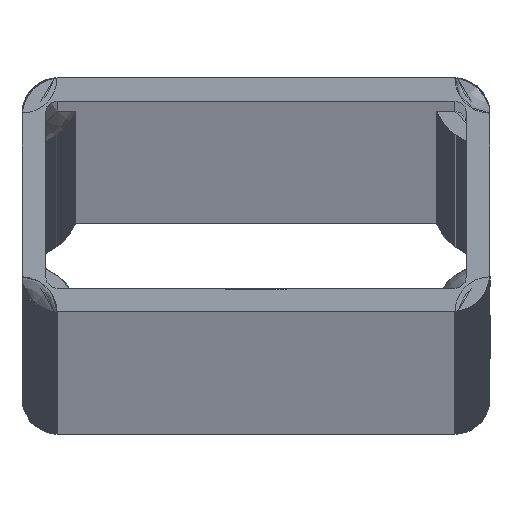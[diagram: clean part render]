
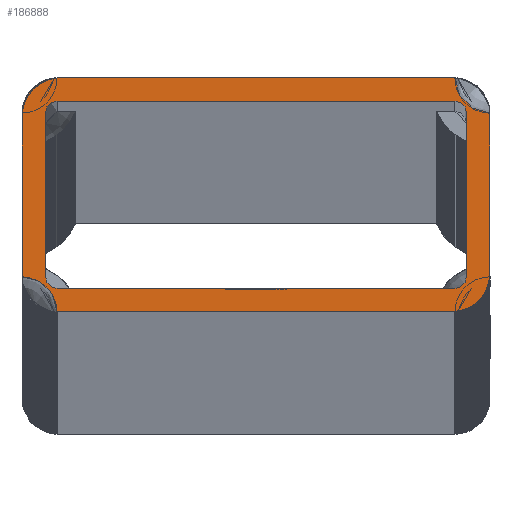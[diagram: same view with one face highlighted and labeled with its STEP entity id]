
A CAD part, top view. The second image highlights one B-rep face of the part: STEP entity #186888.
In plain terms, the highlighted planar face has unit normal (0, 0, 1).
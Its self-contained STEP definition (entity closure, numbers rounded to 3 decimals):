
#9109 = EDGE_CURVE ( 'NONE', #262685, #278841, #86168, .T. ) ;
#9466 = DIRECTION ( 'NONE',  ( 0., 0., 1. ) ) ;
#12338 = CIRCLE ( 'NONE', #112046, 1. ) ;
#12489 = AXIS2_PLACEMENT_3D ( 'NONE', #101623, #166261, #168162 ) ;
#14373 = AXIS2_PLACEMENT_3D ( 'NONE', #167849, #207707, #165929 ) ;
#20090 = CARTESIAN_POINT ( 'NONE',  ( -17., -7., 0. ) ) ;
#20354 = DIRECTION ( 'NONE',  ( 1., 0., 0. ) ) ;
#22065 = DIRECTION ( 'NONE',  ( 1., 0., 0. ) ) ;
#31752 = ORIENTED_EDGE ( 'NONE', *, *, #80255, .F. ) ;
#35611 = DIRECTION ( 'NONE',  ( 0., 0., 1. ) ) ;
#39912 = VECTOR ( 'NONE', #78594, 1000. ) ;
#40699 = VECTOR ( 'NONE', #49173, 1000. ) ;
#41395 = EDGE_CURVE ( 'NONE', #162538, #52191, #12338, .T. ) ;
#49173 = DIRECTION ( 'NONE',  ( 0., 1., 0. ) ) ;
#49439 = ORIENTED_EDGE ( 'NONE', *, *, #262135, .T. ) ;
#50363 = CARTESIAN_POINT ( 'NONE',  ( -17., 8., 0. ) ) ;
#50845 = ORIENTED_EDGE ( 'NONE', *, *, #70394, .T. ) ;
#51226 = CARTESIAN_POINT ( 'NONE',  ( -17., -10., 0. ) ) ;
#52191 = VERTEX_POINT ( 'NONE', #180704 ) ;
#53240 = VECTOR ( 'NONE', #125025, 1000. ) ;
#57925 = VERTEX_POINT ( 'NONE', #241721 ) ;
#58241 = LINE ( 'NONE', #104746, #184114 ) ;
#58311 = EDGE_CURVE ( 'NONE', #74340, #222256, #193572, .T. ) ;
#58959 = FACE_OUTER_BOUND ( 'NONE', #213481, .T. ) ;
#62976 = VERTEX_POINT ( 'NONE', #263506 ) ;
#64653 = VERTEX_POINT ( 'NONE', #120653 ) ;
#69924 = AXIS2_PLACEMENT_3D ( 'NONE', #234048, #168562, #20354 ) ;
#70394 = EDGE_CURVE ( 'NONE', #207589, #107025, #268465, .T. ) ;
#70582 = VERTEX_POINT ( 'NONE', #227872 ) ;
#74003 = DIRECTION ( 'NONE',  ( 1., 0., 0. ) ) ;
#74340 = VERTEX_POINT ( 'NONE', #220144 ) ;
#75536 = CARTESIAN_POINT ( 'NONE',  ( 0., -8., 0. ) ) ;
#78594 = DIRECTION ( 'NONE',  ( 0., 1., 0. ) ) ;
#80255 = EDGE_CURVE ( 'NONE', #277685, #74340, #245661, .T. ) ;
#83574 = DIRECTION ( 'NONE',  ( 1., 0., 0. ) ) ;
#84123 = CARTESIAN_POINT ( 'NONE',  ( -18., -7., 0. ) ) ;
#84290 = ORIENTED_EDGE ( 'NONE', *, *, #207955, .F. ) ;
#84344 = EDGE_LOOP ( 'NONE', ( #245303, #229342, #147017, #31752, #224208, #91321, #260853, #117081 ) ) ;
#85577 = DIRECTION ( 'NONE',  ( -1., 0., 0. ) ) ;
#86168 = CIRCLE ( 'NONE', #230513, 1. ) ;
#91321 = ORIENTED_EDGE ( 'NONE', *, *, #9109, .F. ) ;
#96037 = DIRECTION ( 'NONE',  ( -1., 0., 0. ) ) ;
#97885 = CARTESIAN_POINT ( 'NONE',  ( -20., 10., 0. ) ) ;
#100065 = CARTESIAN_POINT ( 'NONE',  ( -20., 10., 0. ) ) ;
#100355 = CIRCLE ( 'NONE', #257979, 3. ) ;
#101623 = CARTESIAN_POINT ( 'NONE',  ( 20., 10., 0. ) ) ;
#101696 = AXIS2_PLACEMENT_3D ( 'NONE', #127251, #191922, #83574 ) ;
#104746 = CARTESIAN_POINT ( 'NONE',  ( -20., -10., 0. ) ) ;
#105796 = LINE ( 'NONE', #97885, #224617 ) ;
#106617 = FACE_BOUND ( 'NONE', #84344, .T. ) ;
#107025 = VERTEX_POINT ( 'NONE', #146182 ) ;
#112046 = AXIS2_PLACEMENT_3D ( 'NONE', #254766, #147455, #169303 ) ;
#113655 = CARTESIAN_POINT ( 'NONE',  ( -20., 7., 0. ) ) ;
#117081 = ORIENTED_EDGE ( 'NONE', *, *, #41395, .F. ) ;
#118303 = EDGE_CURVE ( 'NONE', #135767, #57925, #145687, .T. ) ;
#120048 = DIRECTION ( 'NONE',  ( 0., -1., 0. ) ) ;
#120483 = CARTESIAN_POINT ( 'NONE',  ( 17., 7., 0. ) ) ;
#120653 = CARTESIAN_POINT ( 'NONE',  ( 17., -10., 0. ) ) ;
#121045 = ORIENTED_EDGE ( 'NONE', *, *, #118303, .T. ) ;
#122680 = LINE ( 'NONE', #75536, #204223 ) ;
#125025 = DIRECTION ( 'NONE',  ( -1., 0., 0. ) ) ;
#127251 = CARTESIAN_POINT ( 'NONE',  ( -17., 7., 0. ) ) ;
#130304 = DIRECTION ( 'NONE',  ( 0., -1., 0. ) ) ;
#131511 = CARTESIAN_POINT ( 'NONE',  ( -17., 10., 0. ) ) ;
#135767 = VERTEX_POINT ( 'NONE', #113655 ) ;
#142331 = ORIENTED_EDGE ( 'NONE', *, *, #171011, .T. ) ;
#144042 = PLANE ( 'NONE',  #14373 ) ;
#145687 = LINE ( 'NONE', #100065, #183086 ) ;
#146182 = CARTESIAN_POINT ( 'NONE',  ( 20., 7., 0. ) ) ;
#147017 = ORIENTED_EDGE ( 'NONE', *, *, #58311, .F. ) ;
#147455 = DIRECTION ( 'NONE',  ( 0., 0., 1. ) ) ;
#162538 = VERTEX_POINT ( 'NONE', #243673 ) ;
#163005 = VECTOR ( 'NONE', #130304, 1000. ) ;
#165929 = DIRECTION ( 'NONE',  ( 1., 0., 0. ) ) ;
#166162 = EDGE_CURVE ( 'NONE', #222256, #70582, #206060, .T. ) ;
#166261 = DIRECTION ( 'NONE',  ( 0., 0., 1. ) ) ;
#166722 = CARTESIAN_POINT ( 'NONE',  ( 17., 8., 0. ) ) ;
#167849 = CARTESIAN_POINT ( 'NONE',  ( 0., 0., 0. ) ) ;
#168162 = DIRECTION ( 'NONE',  ( 1., 0., 0. ) ) ;
#168562 = DIRECTION ( 'NONE',  ( 0., 0., 1. ) ) ;
#169303 = DIRECTION ( 'NONE',  ( 1., 0., 0. ) ) ;
#171011 = EDGE_CURVE ( 'NONE', #62976, #189927, #105796, .T. ) ;
#175925 = EDGE_CURVE ( 'NONE', #52191, #262685, #277709, .T. ) ;
#180704 = CARTESIAN_POINT ( 'NONE',  ( 18., -7., 0. ) ) ;
#183086 = VECTOR ( 'NONE', #120048, 1000. ) ;
#184114 = VECTOR ( 'NONE', #192186, 1000. ) ;
#184387 = ORIENTED_EDGE ( 'NONE', *, *, #214440, .T. ) ;
#186888 = ADVANCED_FACE ( 'NONE', ( #106617, #58959 ), #144042, .T. ) ;
#189197 = CIRCLE ( 'NONE', #12489, 3. ) ;
#189927 = VERTEX_POINT ( 'NONE', #131511 ) ;
#191922 = DIRECTION ( 'NONE',  ( 0., 0., 1. ) ) ;
#192186 = DIRECTION ( 'NONE',  ( 1., 0., 0. ) ) ;
#192487 = CARTESIAN_POINT ( 'NONE',  ( 0., 8., 0. ) ) ;
#193572 = LINE ( 'NONE', #194970, #163005 ) ;
#194915 = CARTESIAN_POINT ( 'NONE',  ( -17., 7., 0. ) ) ;
#194970 = CARTESIAN_POINT ( 'NONE',  ( -18., 0., 0. ) ) ;
#196027 = LINE ( 'NONE', #192487, #53240 ) ;
#203297 = ORIENTED_EDGE ( 'NONE', *, *, #236846, .F. ) ;
#204223 = VECTOR ( 'NONE', #209416, 1000. ) ;
#206060 = CIRCLE ( 'NONE', #206236, 1. ) ;
#206236 = AXIS2_PLACEMENT_3D ( 'NONE', #20090, #259357, #85577 ) ;
#206455 = CIRCLE ( 'NONE', #69924, 3. ) ;
#207589 = VERTEX_POINT ( 'NONE', #256422 ) ;
#207707 = DIRECTION ( 'NONE',  ( 0., 0., 1. ) ) ;
#207955 = EDGE_CURVE ( 'NONE', #62976, #107025, #189197, .T. ) ;
#208353 = EDGE_CURVE ( 'NONE', #278841, #277685, #196027, .T. ) ;
#209416 = DIRECTION ( 'NONE',  ( 1., 0., 0. ) ) ;
#211577 = CARTESIAN_POINT ( 'NONE',  ( 18., 0., 0. ) ) ;
#213481 = EDGE_LOOP ( 'NONE', ( #203297, #269707, #49439, #50845, #84290, #142331, #184387, #121045 ) ) ;
#214440 = EDGE_CURVE ( 'NONE', #189927, #135767, #262450, .T. ) ;
#216458 = EDGE_CURVE ( 'NONE', #70582, #162538, #122680, .T. ) ;
#220144 = CARTESIAN_POINT ( 'NONE',  ( -18., 7., 0. ) ) ;
#221990 = CARTESIAN_POINT ( 'NONE',  ( 20., 10., 0. ) ) ;
#222256 = VERTEX_POINT ( 'NONE', #84123 ) ;
#223567 = EDGE_CURVE ( 'NONE', #225073, #64653, #58241, .T. ) ;
#224208 = ORIENTED_EDGE ( 'NONE', *, *, #208353, .F. ) ;
#224617 = VECTOR ( 'NONE', #96037, 1000. ) ;
#225073 = VERTEX_POINT ( 'NONE', #51226 ) ;
#227872 = CARTESIAN_POINT ( 'NONE',  ( -17., -8., 0. ) ) ;
#229342 = ORIENTED_EDGE ( 'NONE', *, *, #166162, .F. ) ;
#229360 = CARTESIAN_POINT ( 'NONE',  ( -20., -10., 0. ) ) ;
#230513 = AXIS2_PLACEMENT_3D ( 'NONE', #120483, #9466, #74003 ) ;
#234048 = CARTESIAN_POINT ( 'NONE',  ( 17., -7., 0. ) ) ;
#236738 = AXIS2_PLACEMENT_3D ( 'NONE', #194915, #238561, #22065 ) ;
#236846 = EDGE_CURVE ( 'NONE', #225073, #57925, #100355, .T. ) ;
#238561 = DIRECTION ( 'NONE',  ( 0., 0., 1. ) ) ;
#241721 = CARTESIAN_POINT ( 'NONE',  ( -20., -7., 0. ) ) ;
#243673 = CARTESIAN_POINT ( 'NONE',  ( 17., -8., 0. ) ) ;
#245303 = ORIENTED_EDGE ( 'NONE', *, *, #216458, .F. ) ;
#245661 = CIRCLE ( 'NONE', #101696, 1. ) ;
#248813 = CARTESIAN_POINT ( 'NONE',  ( 18., 7., 0. ) ) ;
#250309 = DIRECTION ( 'NONE',  ( 1., 0., 0. ) ) ;
#254766 = CARTESIAN_POINT ( 'NONE',  ( 17., -7., 0. ) ) ;
#256422 = CARTESIAN_POINT ( 'NONE',  ( 20., -7., 0. ) ) ;
#257979 = AXIS2_PLACEMENT_3D ( 'NONE', #229360, #35611, #250309 ) ;
#259357 = DIRECTION ( 'NONE',  ( 0., 0., 1. ) ) ;
#260853 = ORIENTED_EDGE ( 'NONE', *, *, #175925, .F. ) ;
#262135 = EDGE_CURVE ( 'NONE', #64653, #207589, #206455, .T. ) ;
#262450 = CIRCLE ( 'NONE', #236738, 3. ) ;
#262685 = VERTEX_POINT ( 'NONE', #248813 ) ;
#263506 = CARTESIAN_POINT ( 'NONE',  ( 17., 10., 0. ) ) ;
#268465 = LINE ( 'NONE', #221990, #40699 ) ;
#269707 = ORIENTED_EDGE ( 'NONE', *, *, #223567, .T. ) ;
#277685 = VERTEX_POINT ( 'NONE', #50363 ) ;
#277709 = LINE ( 'NONE', #211577, #39912 ) ;
#278841 = VERTEX_POINT ( 'NONE', #166722 ) ;
